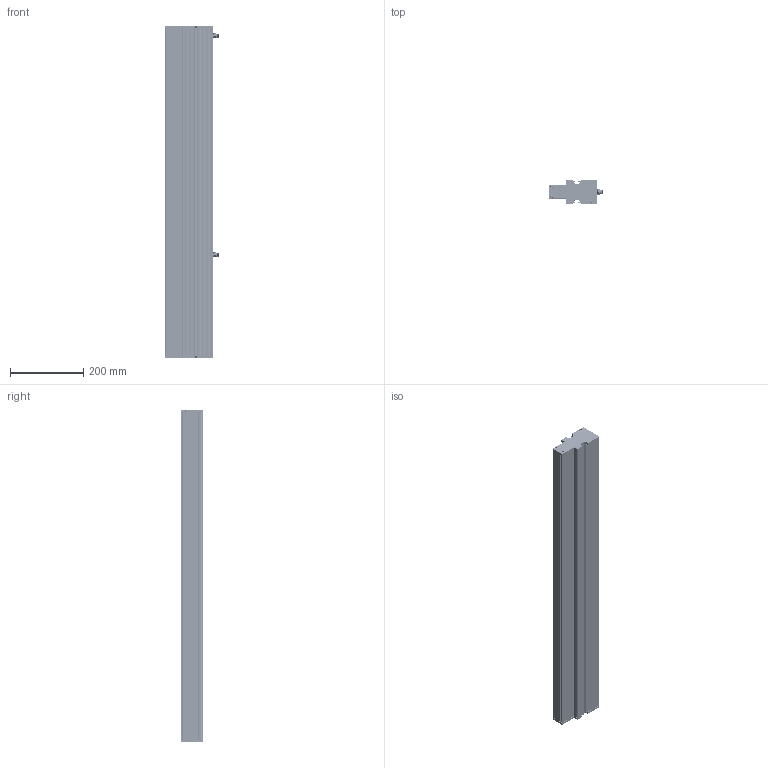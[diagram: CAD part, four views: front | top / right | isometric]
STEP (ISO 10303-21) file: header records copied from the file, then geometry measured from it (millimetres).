
FILE_DESCRIPTION (( 'STEP AP214' ), '1' );
FILE_NAME ('LCHPX.step', '2021-02-16T19:45:31', ( '' ), ( '' ), 'SwSTEP 2.0', 'SolidWorks 2021', '' );
FILE_SCHEMA (( 'AUTOMOTIVE_DESIGN' ));
Length unit declared in the file: millimetre
Products named in the file (17): EXT0261_LHPX_900; PLT0231_LCHPX-WITHOUT M12; SC0132_94209A510; DVRBD0023_CORRECT VERSION; EXT0257-M_900_R3; SC0136_94209A520; PCB-00589-X3-R1_300mm_LCHPX; EXT0259-M_900; CBL0034; LPT0460_900; PLT0232_LCHPX ; PLT0159; CBL0033_Male; LCHPX; NU0021; LENS0034_300; SC0130_96452A713
Assembly tree (106 placements, depth 2):
  LCHPX
    EXT0257-M_900_R3
    PCB-00589-X3-R1_300mm_LCHPX  x3
    EXT0259-M_900  x2
    LPT0460_900
    SC0130_96452A713  x36
    EXT0261_LHPX_900  x2
    LENS0034_300  x6
    PLT0232_LCHPX   x2
    PLT0231_LCHPX-WITHOUT M12
    CBL0033_Male  x2
    DVRBD0023_CORRECT VERSION  x3
    NU0021  x6
    CBL0034
    SC0132_94209A510  x30
    PLT0159  x2
    SC0136_94209A520  x8
Bounding box: 148.4 x 62.6 x 909.13 mm (x, y, z)
Volume: 2251898.2 mm3; surface area: 1723655 mm2
Topology: 113 solids, 115 shells, 10822 faces, 29699 edges, 19306 vertices
Faces by surface type: cylinder 7017, plane 1657, bspline 942, cone 926, torus 208, sphere 72
Entity records: 111114 total; most frequent: CARTESIAN_POINT 44180, ORIENTED_EDGE 13564, DIRECTION 12537, EDGE_CURVE 6782, VERTEX_POINT 4475, AXIS2_PLACEMENT_3D 4376, VECTOR 3785, LINE 3785
